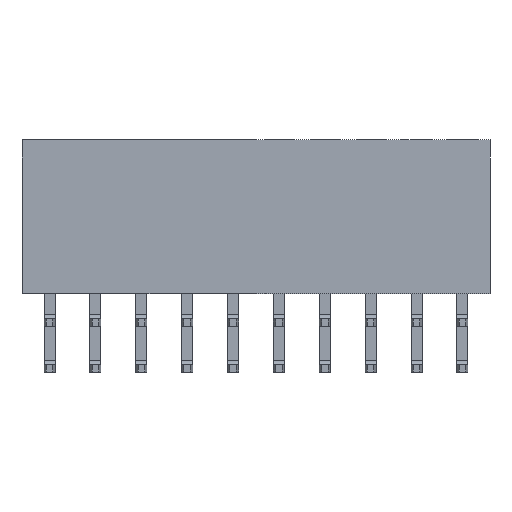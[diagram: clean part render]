
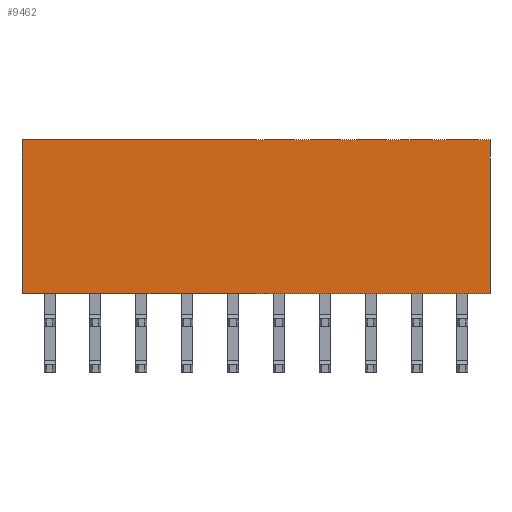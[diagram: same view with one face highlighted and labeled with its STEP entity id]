
A CAD part, front view. The second image highlights one B-rep face of the part: STEP entity #9462.
In plain terms, the highlighted planar face has unit normal (0, -1, 0).
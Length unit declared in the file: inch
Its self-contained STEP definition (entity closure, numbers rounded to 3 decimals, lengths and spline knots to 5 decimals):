
#800 = ORIENTED_EDGE ( 'NONE', *, *, #4493, .T. ) ;
#1007 = VECTOR ( 'NONE', #13764, 39.37008 ) ;
#1943 = EDGE_LOOP ( 'NONE', ( #800, #12462, #2431, #12327 ) ) ;
#2233 = DIRECTION ( 'NONE',  ( 1., 0., 0. ) ) ;
#2313 = DIRECTION ( 'NONE',  ( 0., 0., -1. ) ) ;
#2431 = ORIENTED_EDGE ( 'NONE', *, *, #11509, .F. ) ;
#2710 = CARTESIAN_POINT ( 'NONE',  ( 0.96, 0., 0.163 ) ) ;
#2898 = LINE ( 'NONE', #9256, #14054 ) ;
#2934 = LINE ( 'NONE', #11494, #11974 ) ;
#4335 = VECTOR ( 'NONE', #2233, 39.37008 ) ;
#4493 = EDGE_CURVE ( 'NONE', #15403, #5756, #6908, .T. ) ;
#4686 = LINE ( 'NONE', #17703, #1007 ) ;
#4876 = AXIS2_PLACEMENT_3D ( 'NONE', #13582, #13749, #15219 ) ;
#4914 = CARTESIAN_POINT ( 'NONE',  ( 0.96, 0., 0.498 ) ) ;
#5756 = VERTEX_POINT ( 'NONE', #2710 ) ;
#6908 = LINE ( 'NONE', #7670, #4335 ) ;
#7076 = EDGE_CURVE ( 'NONE', #10388, #5756, #2898, .T. ) ;
#7670 = CARTESIAN_POINT ( 'NONE',  ( -0.06, 0., 0.163 ) ) ;
#7964 = PLANE ( 'NONE',  #4876 ) ;
#9058 = FACE_OUTER_BOUND ( 'NONE', #1943, .T. ) ;
#9256 = CARTESIAN_POINT ( 'NONE',  ( 0.96, 0., 0.498 ) ) ;
#9462 = ADVANCED_FACE ( 'NONE', ( #9058 ), #7964, .F. ) ;
#10388 = VERTEX_POINT ( 'NONE', #4914 ) ;
#11494 = CARTESIAN_POINT ( 'NONE',  ( -0.06, 0., 0.498 ) ) ;
#11509 = EDGE_CURVE ( 'NONE', #12288, #10388, #2934, .T. ) ;
#11974 = VECTOR ( 'NONE', #17301, 39.37008 ) ;
#12288 = VERTEX_POINT ( 'NONE', #16870 ) ;
#12327 = ORIENTED_EDGE ( 'NONE', *, *, #13273, .T. ) ;
#12462 = ORIENTED_EDGE ( 'NONE', *, *, #7076, .F. ) ;
#12783 = CARTESIAN_POINT ( 'NONE',  ( -0.06, 0., 0.163 ) ) ;
#13273 = EDGE_CURVE ( 'NONE', #12288, #15403, #4686, .T. ) ;
#13582 = CARTESIAN_POINT ( 'NONE',  ( -0.06, 0., 0.498 ) ) ;
#13749 = DIRECTION ( 'NONE',  ( 0., 1., 0. ) ) ;
#13764 = DIRECTION ( 'NONE',  ( 0., 0., -1. ) ) ;
#14054 = VECTOR ( 'NONE', #2313, 39.37008 ) ;
#15219 = DIRECTION ( 'NONE',  ( 0., 0., 1. ) ) ;
#15403 = VERTEX_POINT ( 'NONE', #12783 ) ;
#16870 = CARTESIAN_POINT ( 'NONE',  ( -0.06, 0., 0.498 ) ) ;
#17301 = DIRECTION ( 'NONE',  ( 1., 0., 0. ) ) ;
#17703 = CARTESIAN_POINT ( 'NONE',  ( -0.06, 0., 0.498 ) ) ;
